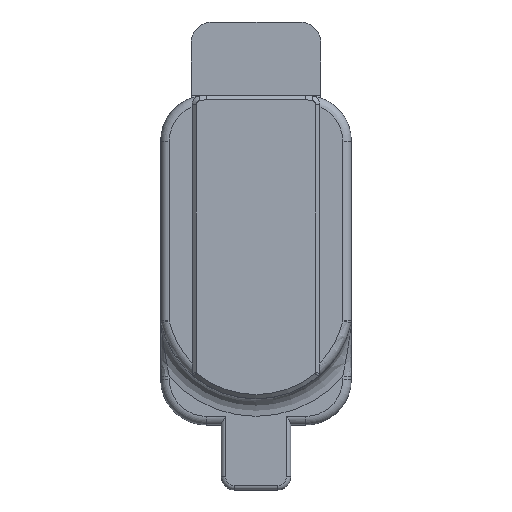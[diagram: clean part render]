
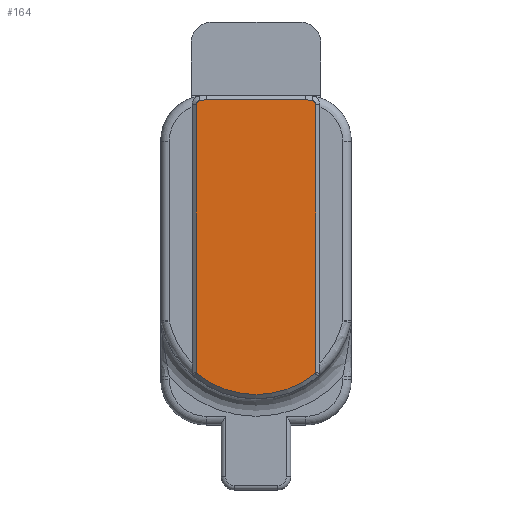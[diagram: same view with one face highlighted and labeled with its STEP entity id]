
A CAD part, top view. The second image highlights one B-rep face of the part: STEP entity #164.
In plain terms, the highlighted planar face has unit normal (0, 0, 1).
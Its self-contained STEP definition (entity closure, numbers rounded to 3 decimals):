
#34 = EDGE_CURVE ( 'NONE', #99, #1133, #2354, .T. ) ;
#36 = ORIENTED_EDGE ( 'NONE', *, *, #34, .T. ) ;
#99 = VERTEX_POINT ( 'NONE', #2472 ) ;
#102 = VERTEX_POINT ( 'NONE', #2471 ) ;
#108 = VERTEX_POINT ( 'NONE', #2528 ) ;
#117 = EDGE_CURVE ( 'NONE', #118, #99, #2563, .T. ) ;
#118 = VERTEX_POINT ( 'NONE', #2559 ) ;
#119 = ORIENTED_EDGE ( 'NONE', *, *, #117, .T. ) ;
#122 = VERTEX_POINT ( 'NONE', #2553 ) ;
#123 = EDGE_CURVE ( 'NONE', #126, #118, #2551, .T. ) ;
#124 = ORIENTED_EDGE ( 'NONE', *, *, #128, .T. ) ;
#125 = ORIENTED_EDGE ( 'NONE', *, *, #129, .T. ) ;
#126 = VERTEX_POINT ( 'NONE', #2546 ) ;
#127 = ORIENTED_EDGE ( 'NONE', *, *, #123, .T. ) ;
#128 = EDGE_CURVE ( 'NONE', #122, #126, #2545, .T. ) ;
#129 = EDGE_CURVE ( 'NONE', #102, #122, #2541, .T. ) ;
#131 = EDGE_CURVE ( 'NONE', #108, #102, #2540, .T. ) ;
#162 = EDGE_LOOP ( 'NONE', ( #165, #125, #124, #127, #119, #36, #1134, #1132, #1157, #1154 ) ) ;
#164 = ADVANCED_FACE ( 'NONE', ( #2641 ), #2636, .T. ) ;
#165 = ORIENTED_EDGE ( 'NONE', *, *, #131, .T. ) ;
#1128 = VERTEX_POINT ( 'NONE', #4627 ) ;
#1129 = EDGE_CURVE ( 'NONE', #1130, #1128, #4626, .T. ) ;
#1130 = VERTEX_POINT ( 'NONE', #4621 ) ;
#1131 = EDGE_CURVE ( 'NONE', #1133, #1130, #4620, .T. ) ;
#1132 = ORIENTED_EDGE ( 'NONE', *, *, #1129, .T. ) ;
#1133 = VERTEX_POINT ( 'NONE', #4614 ) ;
#1134 = ORIENTED_EDGE ( 'NONE', *, *, #1131, .T. ) ;
#1153 = EDGE_CURVE ( 'NONE', #1155, #108, #4646, .T. ) ;
#1154 = ORIENTED_EDGE ( 'NONE', *, *, #1153, .T. ) ;
#1155 = VERTEX_POINT ( 'NONE', #4645 ) ;
#1157 = ORIENTED_EDGE ( 'NONE', *, *, #1158, .T. ) ;
#1158 = EDGE_CURVE ( 'NONE', #1128, #1155, #4638, .T. ) ;
#2346 = DIRECTION ( 'NONE',  ( -1., 0., 0. ) ) ;
#2347 = VECTOR ( 'NONE', #2346, 1000. ) ;
#2348 = CARTESIAN_POINT ( 'NONE',  ( -11.5, 46.5, 24. ) ) ;
#2354 = LINE ( 'NONE', #2348, #2347 ) ;
#2471 = CARTESIAN_POINT ( 'NONE',  ( 13.486, -16.744, 24. ) ) ;
#2472 = CARTESIAN_POINT ( 'NONE',  ( 11.5, 46.5, 24. ) ) ;
#2506 = CARTESIAN_POINT ( 'NONE',  ( 11.5, 37., 24. ) ) ;
#2528 = CARTESIAN_POINT ( 'NONE',  ( -13.486, -16.744, 24. ) ) ;
#2533 = CARTESIAN_POINT ( 'NONE',  ( 13.75, -16.193, 24. ) ) ;
#2534 = CARTESIAN_POINT ( 'NONE',  ( 13.75, -16.3, 24. ) ) ;
#2535 = CARTESIAN_POINT ( 'NONE',  ( 13.728, -16.405, 24. ) ) ;
#2536 = CARTESIAN_POINT ( 'NONE',  ( 13.637, -16.594, 24. ) ) ;
#2537 = CARTESIAN_POINT ( 'NONE',  ( 13.569, -16.678, 24. ) ) ;
#2538 = CARTESIAN_POINT ( 'NONE',  ( 13.486, -16.744, 24. ) ) ;
#2540 = CIRCLE ( 'NONE', #2592, 21.5 ) ;
#2541 = B_SPLINE_CURVE_WITH_KNOTS ( 'NONE', 3,
 ( #2538, #2537, #2536, #2535, #2534, #2533 ),
 .UNSPECIFIED., .F., .F.,
 ( 4, 2, 4 ),
 ( 0., 0., 0.001 ),
 .UNSPECIFIED. ) ;
#2542 = DIRECTION ( 'NONE',  ( 0., 1., 0. ) ) ;
#2543 = VECTOR ( 'NONE', #2542, 1000. ) ;
#2544 = CARTESIAN_POINT ( 'NONE',  ( 13.75, 45.408, 24. ) ) ;
#2545 = LINE ( 'NONE', #2544, #2543 ) ;
#2546 = CARTESIAN_POINT ( 'NONE',  ( 13.75, 45.408, 24. ) ) ;
#2547 = DIRECTION ( 'NONE',  ( 1., 0., 0. ) ) ;
#2548 = DIRECTION ( 'NONE',  ( 0., 0., 1. ) ) ;
#2549 = CARTESIAN_POINT ( 'NONE',  ( 12.75, 45.408, 24. ) ) ;
#2550 = AXIS2_PLACEMENT_3D ( 'NONE', #2549, #2548, #2547 ) ;
#2551 = CIRCLE ( 'NONE', #2550, 1. ) ;
#2553 = CARTESIAN_POINT ( 'NONE',  ( 13.75, -16.193, 24. ) ) ;
#2559 = CARTESIAN_POINT ( 'NONE',  ( 12.897, 46.397, 24. ) ) ;
#2560 = DIRECTION ( 'NONE',  ( 1., 0., 0. ) ) ;
#2561 = DIRECTION ( 'NONE',  ( 0., 0., 1. ) ) ;
#2562 = AXIS2_PLACEMENT_3D ( 'NONE', #2506, #2561, #2560 ) ;
#2563 = CIRCLE ( 'NONE', #2562, 9.5 ) ;
#2589 = DIRECTION ( 'NONE',  ( 1., 0., 0. ) ) ;
#2590 = DIRECTION ( 'NONE',  ( 0., 0., 1. ) ) ;
#2591 = CARTESIAN_POINT ( 'NONE',  ( 0., 0., 24. ) ) ;
#2592 = AXIS2_PLACEMENT_3D ( 'NONE', #2591, #2590, #2589 ) ;
#2632 = DIRECTION ( 'NONE',  ( 1., 0., 0. ) ) ;
#2633 = DIRECTION ( 'NONE',  ( 0., 0., 1. ) ) ;
#2634 = CARTESIAN_POINT ( 'NONE',  ( 12.75, 45.408, 24. ) ) ;
#2635 = AXIS2_PLACEMENT_3D ( 'NONE', #2634, #2633, #2632 ) ;
#2636 = PLANE ( 'NONE',  #2635 ) ;
#2641 = FACE_OUTER_BOUND ( 'NONE', #162, .T. ) ;
#4614 = CARTESIAN_POINT ( 'NONE',  ( -11.5, 46.5, 24. ) ) ;
#4616 = DIRECTION ( 'NONE',  ( 1., 0., 0. ) ) ;
#4617 = DIRECTION ( 'NONE',  ( 0., 0., 1. ) ) ;
#4618 = CARTESIAN_POINT ( 'NONE',  ( -11.5, 37., 24. ) ) ;
#4619 = AXIS2_PLACEMENT_3D ( 'NONE', #4618, #4617, #4616 ) ;
#4620 = CIRCLE ( 'NONE', #4619, 9.5 ) ;
#4621 = CARTESIAN_POINT ( 'NONE',  ( -12.897, 46.397, 24. ) ) ;
#4622 = DIRECTION ( 'NONE',  ( 1., 0., 0. ) ) ;
#4623 = DIRECTION ( 'NONE',  ( 0., 0., 1. ) ) ;
#4624 = CARTESIAN_POINT ( 'NONE',  ( -12.75, 45.408, 24. ) ) ;
#4625 = AXIS2_PLACEMENT_3D ( 'NONE', #4624, #4623, #4622 ) ;
#4626 = CIRCLE ( 'NONE', #4625, 1. ) ;
#4627 = CARTESIAN_POINT ( 'NONE',  ( -13.75, 45.408, 24. ) ) ;
#4635 = DIRECTION ( 'NONE',  ( 0., -1., 0. ) ) ;
#4636 = VECTOR ( 'NONE', #4635, 1000. ) ;
#4637 = CARTESIAN_POINT ( 'NONE',  ( -13.75, -16.991, 24. ) ) ;
#4638 = LINE ( 'NONE', #4637, #4636 ) ;
#4639 = CARTESIAN_POINT ( 'NONE',  ( -13.486, -16.744, 24. ) ) ;
#4640 = CARTESIAN_POINT ( 'NONE',  ( -13.569, -16.678, 24. ) ) ;
#4641 = CARTESIAN_POINT ( 'NONE',  ( -13.637, -16.594, 24. ) ) ;
#4642 = CARTESIAN_POINT ( 'NONE',  ( -13.728, -16.405, 24. ) ) ;
#4643 = CARTESIAN_POINT ( 'NONE',  ( -13.75, -16.3, 24. ) ) ;
#4644 = CARTESIAN_POINT ( 'NONE',  ( -13.75, -16.193, 24. ) ) ;
#4645 = CARTESIAN_POINT ( 'NONE',  ( -13.75, -16.193, 24. ) ) ;
#4646 = B_SPLINE_CURVE_WITH_KNOTS ( 'NONE', 3,
 ( #4644, #4643, #4642, #4641, #4640, #4639 ),
 .UNSPECIFIED., .F., .F.,
 ( 4, 2, 4 ),
 ( 0., 0., 0.001 ),
 .UNSPECIFIED. ) ;
